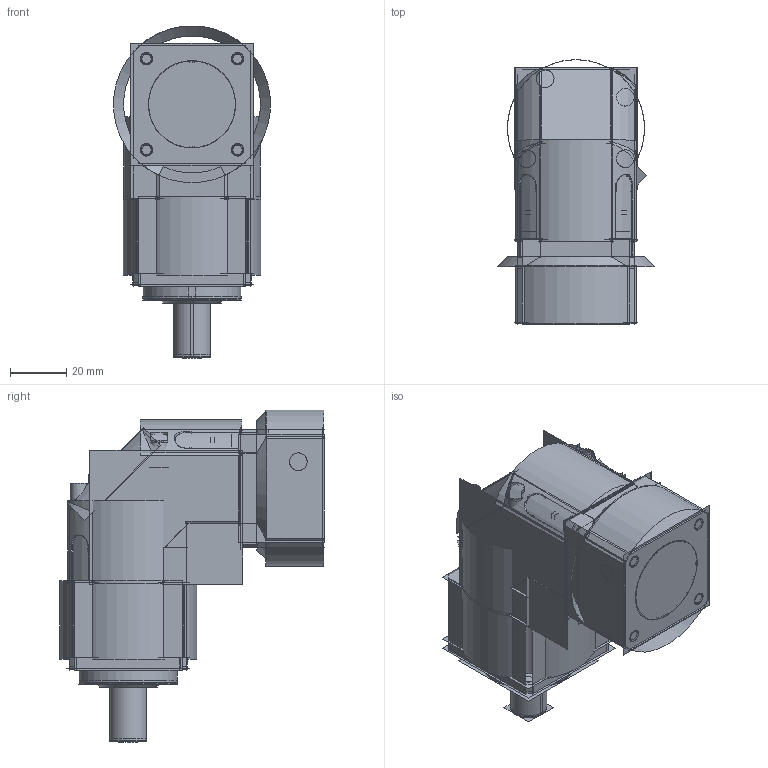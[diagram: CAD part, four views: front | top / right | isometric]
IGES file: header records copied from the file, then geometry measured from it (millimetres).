
Start section:  PTC IGES file: abr0421-p4010102.igs
Global section: file name: abr0421-p4010102.igs; native system: Pro/ENGINEER by Parametric Technology Corporation; preprocessor: 2006170; author: d00176; organization: Unknown; date: 20080118.114648; units: millimetre
Bounding box: 55.93 x 94.59 x 118.54 mm (x, y, z)
Surface area: 165437.2 mm2 (no closed solid volume)
Topology: 0 solids, 0 shells, 812 faces, 10699 edges, 14042 vertices
Faces by surface type: revolution 518, bspline 294
